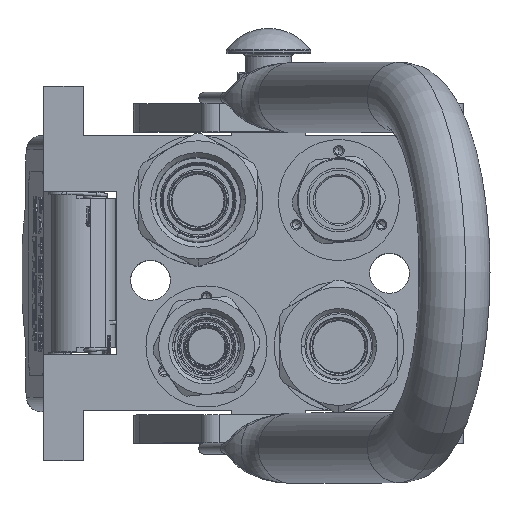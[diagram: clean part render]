
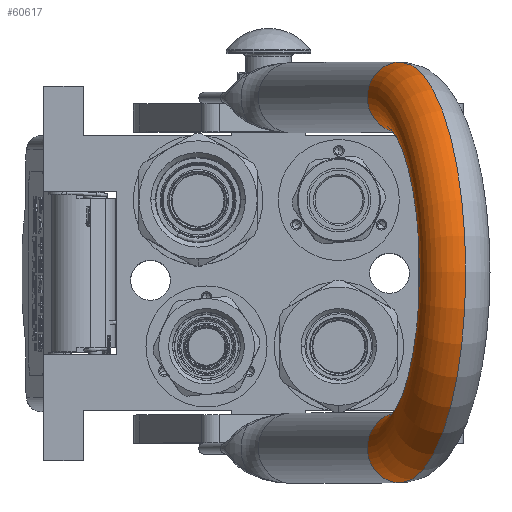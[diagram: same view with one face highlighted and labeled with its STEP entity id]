
A CAD part, top view. The second image highlights one B-rep face of the part: STEP entity #60617.
In plain terms, the highlighted toroidal (fillet/blend) face has major radius 62.25 mm and minor radius 12.5 mm.
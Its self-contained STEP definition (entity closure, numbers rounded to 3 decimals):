
#8042 = DIRECTION ( 'NONE',  ( 0., 0., 1. ) ) ;
#8713 = EDGE_CURVE ( 'NONE', #49425, #107125, #32846, .T. ) ;
#10326 = CARTESIAN_POINT ( 'NONE',  ( -74.75, 0., 125.25 ) ) ;
#11650 = DIRECTION ( 'NONE',  ( -1., 0., 0. ) ) ;
#13352 = ORIENTED_EDGE ( 'NONE', *, *, #70254, .F. ) ;
#18204 = CARTESIAN_POINT ( 'NONE',  ( -49.75, 0., 125.25 ) ) ;
#32846 = CIRCLE ( 'NONE', #79359, 49.75 ) ;
#35872 = VERTEX_POINT ( 'NONE', #58620 ) ;
#47782 = ORIENTED_EDGE ( 'NONE', *, *, #60214, .T. ) ;
#49425 = VERTEX_POINT ( 'NONE', #18204 ) ;
#50570 = CARTESIAN_POINT ( 'NONE',  ( 0., 0., 125.25 ) ) ;
#53883 = ORIENTED_EDGE ( 'NONE', *, *, #76817, .F. ) ;
#55178 = ORIENTED_EDGE ( 'NONE', *, *, #8713, .T. ) ;
#56341 = CARTESIAN_POINT ( 'NONE',  ( 0., 0., 125.25 ) ) ;
#56691 = DIRECTION ( 'NONE',  ( -1., 0., 0. ) ) ;
#58620 = CARTESIAN_POINT ( 'NONE',  ( 74.75, 0., 125.25 ) ) ;
#60214 = EDGE_CURVE ( 'NONE', #155871, #49425, #148989, .T. ) ;
#60617 = ADVANCED_FACE ( 'NONE', ( #147062 ), #157189, .T. ) ;
#62466 = CIRCLE ( 'NONE', #132242, 12.5 ) ;
#62568 = DIRECTION ( 'NONE',  ( 0., 1., 0. ) ) ;
#69142 = DIRECTION ( 'NONE',  ( 0., 1., 0. ) ) ;
#70254 = EDGE_CURVE ( 'NONE', #35872, #107125, #62466, .T. ) ;
#76817 = EDGE_CURVE ( 'NONE', #155871, #35872, #107366, .T. ) ;
#79359 = AXIS2_PLACEMENT_3D ( 'NONE', #56341, #94510, #95623 ) ;
#94177 = DIRECTION ( 'NONE',  ( 1., 0., 0. ) ) ;
#94510 = DIRECTION ( 'NONE',  ( 0., 1., 0. ) ) ;
#95623 = DIRECTION ( 'NONE',  ( -1., 0., 0. ) ) ;
#106755 = CARTESIAN_POINT ( 'NONE',  ( 0., 0., 125.25 ) ) ;
#107014 = CARTESIAN_POINT ( 'NONE',  ( 49.75, 0., 125.25 ) ) ;
#107125 = VERTEX_POINT ( 'NONE', #107014 ) ;
#107366 = CIRCLE ( 'NONE', #121199, 74.75 ) ;
#109569 = CARTESIAN_POINT ( 'NONE',  ( 62.25, 0., 125.25 ) ) ;
#116904 = AXIS2_PLACEMENT_3D ( 'NONE', #106755, #69142, #94177 ) ;
#121199 = AXIS2_PLACEMENT_3D ( 'NONE', #50570, #62568, #11650 ) ;
#122733 = DIRECTION ( 'NONE',  ( 1., 0., 0. ) ) ;
#132242 = AXIS2_PLACEMENT_3D ( 'NONE', #109569, #146637, #122733 ) ;
#137776 = EDGE_LOOP ( 'NONE', ( #55178, #13352, #53883, #47782 ) ) ;
#138185 = CARTESIAN_POINT ( 'NONE',  ( -62.25, 0., 125.25 ) ) ;
#146637 = DIRECTION ( 'NONE',  ( 0., 0., -1. ) ) ;
#147062 = FACE_OUTER_BOUND ( 'NONE', #137776, .T. ) ;
#148989 = CIRCLE ( 'NONE', #168100, 12.5 ) ;
#155871 = VERTEX_POINT ( 'NONE', #10326 ) ;
#157189 = TOROIDAL_SURFACE ( 'NONE', #116904, 62.25, 12.5 ) ;
#168100 = AXIS2_PLACEMENT_3D ( 'NONE', #138185, #8042, #56691 ) ;
